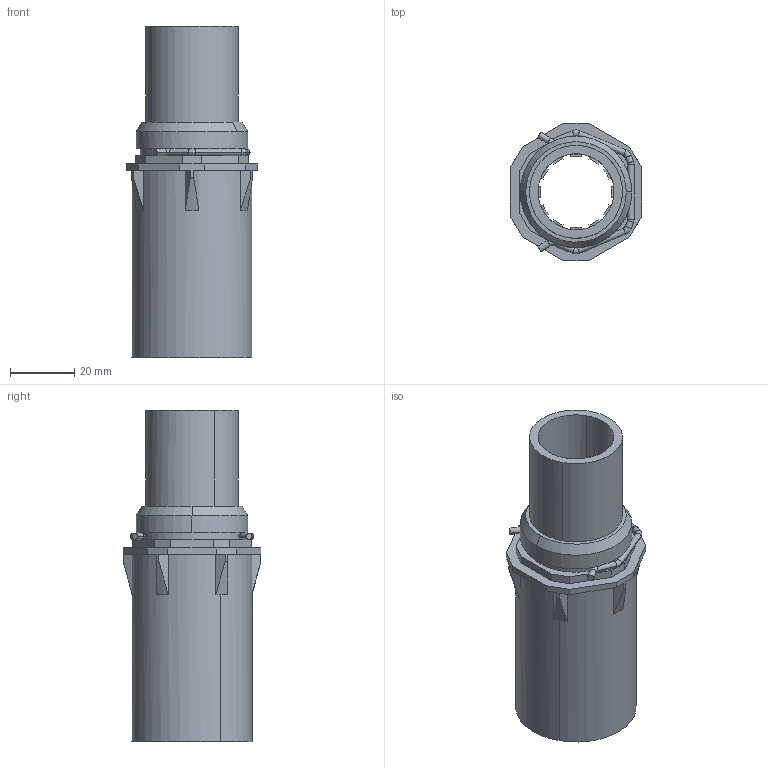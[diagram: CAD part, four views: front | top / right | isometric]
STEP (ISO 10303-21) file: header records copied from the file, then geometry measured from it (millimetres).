
FILE_DESCRIPTION(('CATIA V5 STEP Exchange','CAx-IF Rec.Pracs.--- Model Styling and Organization---1.4--- 2014-01-23'),'2;1');
FILE_NAME ('157676-2_2', '2019-08-23T12:07:10+00:00', ('none'), ('Weidmueller'), 'CATIA Version 5-6 Release 2016 SP3 HF44', 'CATIA V5 STEP AP214', 'none');
FILE_SCHEMA(('AUTOMOTIVE_DESIGN { 1 0 10303 214 1 1 1 1 }'));
Length unit declared in the file: millimetre
Products named in the file (1): 1242230000
Bounding box: 41 x 43 x 103.3 mm (x, y, z)
Volume: 33957.1 mm3; surface area: 24215.3 mm2
Topology: 2 solids, 2 shells, 228 faces, 608 edges, 390 vertices
Faces by surface type: plane 88, cone 60, cylinder 48, torus 32
Entity records: 7081 total; most frequent: CARTESIAN_POINT 1966, ORIENTED_EDGE 1216, DIRECTION 754, EDGE_CURVE 608, VERTEX_POINT 390, AXIS2_PLACEMENT_3D 344, VECTOR 268, LINE 268
